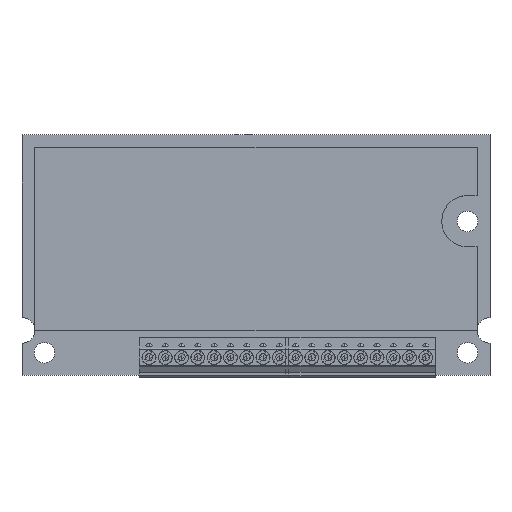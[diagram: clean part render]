
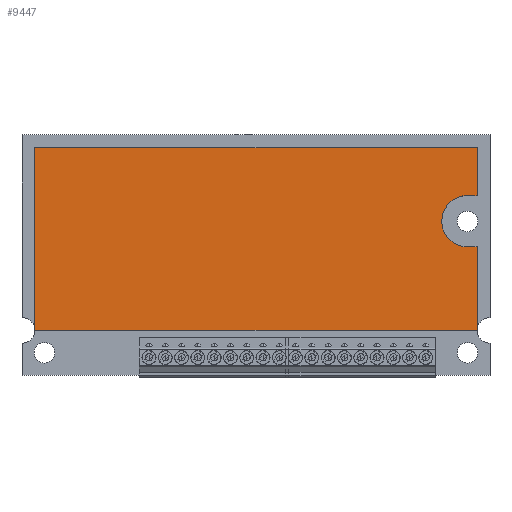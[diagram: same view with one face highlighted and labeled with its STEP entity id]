
A CAD part, top view. The second image highlights one B-rep face of the part: STEP entity #9447.
In plain terms, the highlighted planar face has unit normal (0, 0, 1).
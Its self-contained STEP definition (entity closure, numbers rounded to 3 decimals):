
#636=CIRCLE('',#10258,0.4);
#1516=VERTEX_POINT('',#15554);
#1518=VERTEX_POINT('',#15558);
#1519=VERTEX_POINT('',#15562);
#1521=VERTEX_POINT('',#15568);
#1523=VERTEX_POINT('',#15574);
#1524=VERTEX_POINT('',#15576);
#1525=VERTEX_POINT('',#15578);
#1526=VERTEX_POINT('',#15580);
#2350=VECTOR('',#12398,1.);
#2353=VECTOR('',#12408,1.);
#2355=VECTOR('',#12411,1.);
#2356=VECTOR('',#12412,1.);
#2357=VECTOR('',#12413,1.);
#2358=VECTOR('',#12414,1.);
#3186=LINE('',#15559,#2350);
#3189=LINE('',#15570,#2353);
#3191=LINE('',#15573,#2355);
#3192=LINE('',#15575,#2356);
#3193=LINE('',#15577,#2357);
#3194=LINE('',#15579,#2358);
#4568=EDGE_CURVE('',#1516,#1518,#3186,.T.);
#4569=EDGE_CURVE('',#1518,#1519,#636,.T.);
#4573=EDGE_CURVE('',#1519,#1521,#3189,.T.);
#4575=EDGE_CURVE('',#1523,#1521,#3191,.T.);
#4576=EDGE_CURVE('',#1524,#1523,#3192,.T.);
#4577=EDGE_CURVE('',#1525,#1524,#3193,.T.);
#4578=EDGE_CURVE('',#1526,#1525,#3194,.T.);
#4579=EDGE_CURVE('',#1516,#1526,#3191,.T.);
#7325=ORIENTED_EDGE('',*,*,#4568,.T.);
#7326=ORIENTED_EDGE('',*,*,#4569,.T.);
#7327=ORIENTED_EDGE('',*,*,#4573,.T.);
#7328=ORIENTED_EDGE('',*,*,#4575,.F.);
#7329=ORIENTED_EDGE('',*,*,#4576,.F.);
#7330=ORIENTED_EDGE('',*,*,#4577,.F.);
#7331=ORIENTED_EDGE('',*,*,#4578,.F.);
#7332=ORIENTED_EDGE('',*,*,#4579,.F.);
#8107=EDGE_LOOP('',(#7325,#7326,#7327,#7328,#7329,#7330,#7331,#7332));
#8860=FACE_BOUND('',#8107,.T.);
#9447=ADVANCED_FACE('',(#8860),#15909,.T.);
#10258=AXIS2_PLACEMENT_3D('',#15561,#12401,#12402);
#10261=AXIS2_PLACEMENT_3D('',#15572,#12410,$);
#12398=DIRECTION('',(-1.,0.,0.));
#12401=DIRECTION('',(0.,0.,-1.));
#12402=DIRECTION('',(-0.4,0.,0.));
#12408=DIRECTION('',(1.,0.,0.));
#12410=DIRECTION('',(0.,0.,1.));
#12411=DIRECTION('',(0.,-1.,0.));
#12412=DIRECTION('',(1.,0.,0.));
#12413=DIRECTION('',(0.,1.,0.));
#12414=DIRECTION('',(-1.,0.,0.));
#15554=CARTESIAN_POINT('',(6.9,1.3,0.9));
#15558=CARTESIAN_POINT('',(6.747,1.3,0.9));
#15559=CARTESIAN_POINT('',(5.187,1.3,0.9));
#15561=CARTESIAN_POINT('',(6.747,1.7,0.9));
#15562=CARTESIAN_POINT('',(6.747,2.1,0.9));
#15568=CARTESIAN_POINT('',(6.9,2.1,0.9));
#15570=CARTESIAN_POINT('',(5.187,2.1,0.9));
#15572=CARTESIAN_POINT('',(3.45,1.425,0.9));
#15573=CARTESIAN_POINT('',(6.9,0.,0.9));
#15574=CARTESIAN_POINT('',(6.9,2.85,0.9));
#15575=CARTESIAN_POINT('',(6.9,2.85,0.9));
#15576=CARTESIAN_POINT('',(0.,2.85,0.9));
#15577=CARTESIAN_POINT('',(0.,2.85,0.9));
#15578=CARTESIAN_POINT('',(0.,0.,0.9));
#15579=CARTESIAN_POINT('',(0.,0.,0.9));
#15580=CARTESIAN_POINT('',(6.9,0.,0.9));
#15909=PLANE('',#10261);
